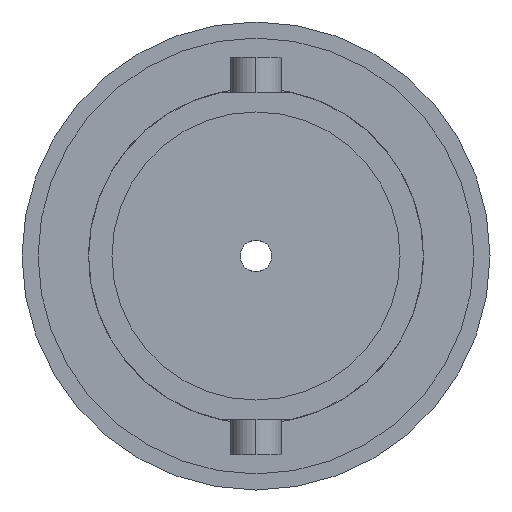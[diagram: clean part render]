
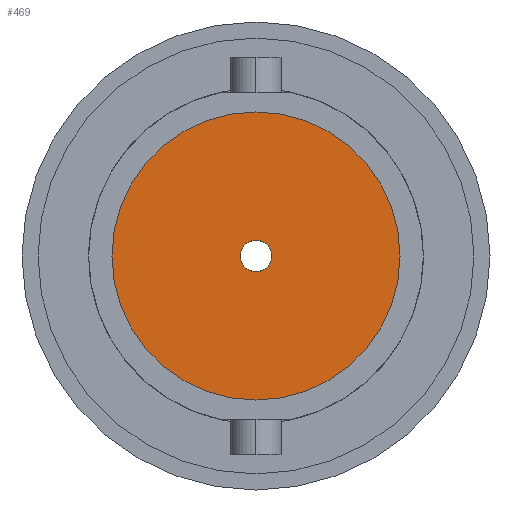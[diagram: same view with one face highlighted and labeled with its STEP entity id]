
A CAD part, left-side view. The second image highlights one B-rep face of the part: STEP entity #469.
In plain terms, the highlighted planar face has unit normal (-1, 0, 0).
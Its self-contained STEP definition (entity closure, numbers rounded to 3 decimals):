
#231 = EDGE_CURVE ( 'NONE', #2583, #2024, #3074, .T. ) ;
#285 = ORIENTED_EDGE ( 'NONE', *, *, #1562, .T. ) ;
#387 = CARTESIAN_POINT ( 'NONE',  ( -36.65, 0., 0. ) ) ;
#421 = AXIS2_PLACEMENT_3D ( 'NONE', #387, #2399, #666 ) ;
#465 = EDGE_CURVE ( 'NONE', #1114, #1412, #1534, .T. ) ;
#469 = ADVANCED_FACE ( 'NONE', ( #1442, #1716 ), #717, .T. ) ;
#666 = DIRECTION ( 'NONE',  ( 0., 0., 1. ) ) ;
#717 = PLANE ( 'NONE',  #1006 ) ;
#802 = CIRCLE ( 'NONE', #3114, 0.45 ) ;
#875 = CARTESIAN_POINT ( 'NONE',  ( -36.65, 0., 0. ) ) ;
#914 = ORIENTED_EDGE ( 'NONE', *, *, #465, .T. ) ;
#1006 = AXIS2_PLACEMENT_3D ( 'NONE', #1816, #2111, #2682 ) ;
#1114 = VERTEX_POINT ( 'NONE', #2997 ) ;
#1170 = DIRECTION ( 'NONE',  ( 0., 0., 1. ) ) ;
#1195 = DIRECTION ( 'NONE',  ( -1., 0., 0. ) ) ;
#1270 = DIRECTION ( 'NONE',  ( 1., 0., 0. ) ) ;
#1412 = VERTEX_POINT ( 'NONE', #2202 ) ;
#1442 = FACE_OUTER_BOUND ( 'NONE', #1821, .T. ) ;
#1534 = CIRCLE ( 'NONE', #421, 0.45 ) ;
#1562 = EDGE_CURVE ( 'NONE', #2024, #2583, #3010, .T. ) ;
#1683 = AXIS2_PLACEMENT_3D ( 'NONE', #875, #2876, #1170 ) ;
#1716 = FACE_BOUND ( 'NONE', #3465, .T. ) ;
#1816 = CARTESIAN_POINT ( 'NONE',  ( -36.65, 0., 0. ) ) ;
#1821 = EDGE_LOOP ( 'NONE', ( #2978, #285 ) ) ;
#2024 = VERTEX_POINT ( 'NONE', #2048 ) ;
#2048 = CARTESIAN_POINT ( 'NONE',  ( -36.65, 0., -4.115 ) ) ;
#2057 = AXIS2_PLACEMENT_3D ( 'NONE', #2908, #1195, #3189 ) ;
#2111 = DIRECTION ( 'NONE',  ( -1., 0., 0. ) ) ;
#2122 = ORIENTED_EDGE ( 'NONE', *, *, #2373, .T. ) ;
#2202 = CARTESIAN_POINT ( 'NONE',  ( -36.65, 0., -0.45 ) ) ;
#2373 = EDGE_CURVE ( 'NONE', #1412, #1114, #802, .T. ) ;
#2399 = DIRECTION ( 'NONE',  ( 1., 0., 0. ) ) ;
#2583 = VERTEX_POINT ( 'NONE', #2907 ) ;
#2682 = DIRECTION ( 'NONE',  ( 0., 0., 1. ) ) ;
#2876 = DIRECTION ( 'NONE',  ( -1., 0., 0. ) ) ;
#2907 = CARTESIAN_POINT ( 'NONE',  ( -36.65, 0., 4.115 ) ) ;
#2908 = CARTESIAN_POINT ( 'NONE',  ( -36.65, 0., 0. ) ) ;
#2978 = ORIENTED_EDGE ( 'NONE', *, *, #231, .T. ) ;
#2982 = CARTESIAN_POINT ( 'NONE',  ( -36.65, 0., 0. ) ) ;
#2997 = CARTESIAN_POINT ( 'NONE',  ( -36.65, 0., 0.45 ) ) ;
#3010 = CIRCLE ( 'NONE', #1683, 4.115 ) ;
#3074 = CIRCLE ( 'NONE', #2057, 4.115 ) ;
#3114 = AXIS2_PLACEMENT_3D ( 'NONE', #2982, #1270, #3268 ) ;
#3189 = DIRECTION ( 'NONE',  ( 0., 0., 1. ) ) ;
#3268 = DIRECTION ( 'NONE',  ( 0., 0., 1. ) ) ;
#3465 = EDGE_LOOP ( 'NONE', ( #2122, #914 ) ) ;
